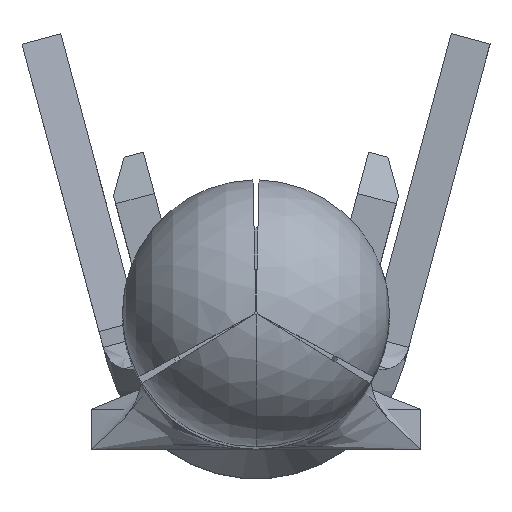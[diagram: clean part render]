
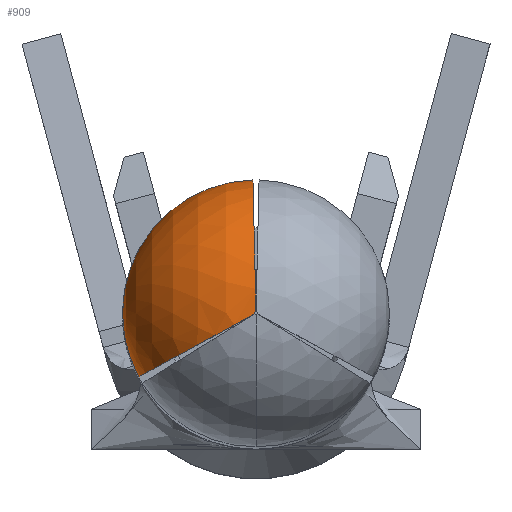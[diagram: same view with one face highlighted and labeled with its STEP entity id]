
A CAD part, top view. The second image highlights one B-rep face of the part: STEP entity #909.
In plain terms, the highlighted spherical face has radius 2.369 mm.
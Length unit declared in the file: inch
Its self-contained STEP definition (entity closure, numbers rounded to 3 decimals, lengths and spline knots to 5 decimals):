
#34 = VERTEX_POINT ( 'NONE', #3466 ) ;
#94 = CIRCLE ( 'NONE', #4684, 0.09325 ) ;
#221 = VERTEX_POINT ( 'NONE', #363 ) ;
#308 = CARTESIAN_POINT ( 'NONE',  ( -0.00088, -0.00048, 1.05499 ) ) ;
#320 = CARTESIAN_POINT ( 'NONE',  ( 0., 0., 0.96175 ) ) ;
#330 = DIRECTION ( 'NONE',  ( -1., 0., 0. ) ) ;
#363 = CARTESIAN_POINT ( 'NONE',  ( -0.00002, 0.001, 1.05499 ) ) ;
#426 = CARTESIAN_POINT ( 'NONE',  ( -0.09325, 0., 0.96175 ) ) ;
#614 = EDGE_CURVE ( 'NONE', #34, #5146, #3078, .T. ) ;
#679 = SPHERICAL_SURFACE ( 'NONE', #2175, 0.09325 ) ;
#685 = ORIENTED_EDGE ( 'NONE', *, *, #614, .T. ) ;
#731 = CIRCLE ( 'NONE', #3891, 0.001 ) ;
#831 = DIRECTION ( 'NONE',  ( -1., 0., 0. ) ) ;
#909 = ADVANCED_FACE ( 'NONE', ( #1850 ), #679, .T. ) ;
#1034 = CIRCLE ( 'NONE', #2731, 0.09325 ) ;
#1064 = EDGE_CURVE ( 'NONE', #4059, #34, #2373, .T. ) ;
#1323 = AXIS2_PLACEMENT_3D ( 'NONE', #5764, #2824, #6254 ) ;
#1850 = FACE_OUTER_BOUND ( 'NONE', #6315, .T. ) ;
#1964 = DIRECTION ( 'NONE',  ( 0., 0., -1. ) ) ;
#1983 = ORIENTED_EDGE ( 'NONE', *, *, #5163, .T. ) ;
#2175 = AXIS2_PLACEMENT_3D ( 'NONE', #4159, #3645, #4656 ) ;
#2367 = CARTESIAN_POINT ( 'NONE',  ( 0., 0., 0.96175 ) ) ;
#2373 = CIRCLE ( 'NONE', #5477, 0.09325 ) ;
#2731 = AXIS2_PLACEMENT_3D ( 'NONE', #2367, #5812, #2871 ) ;
#2753 = ORIENTED_EDGE ( 'NONE', *, *, #2828, .T. ) ;
#2824 = DIRECTION ( 'NONE',  ( -0.477, 0.879, 0. ) ) ;
#2828 = EDGE_CURVE ( 'NONE', #5146, #221, #731, .T. ) ;
#2871 = DIRECTION ( 'NONE',  ( -0.023, 1., 0. ) ) ;
#3078 = CIRCLE ( 'NONE', #1323, 0.09325 ) ;
#3297 = DIRECTION ( 'NONE',  ( 0., 0., 1. ) ) ;
#3466 = CARTESIAN_POINT ( 'NONE',  ( -0.08198, -0.04444, 0.96175 ) ) ;
#3645 = DIRECTION ( 'NONE',  ( -1., 0., 0. ) ) ;
#3785 = DIRECTION ( 'NONE',  ( 0., 0., 1. ) ) ;
#3891 = AXIS2_PLACEMENT_3D ( 'NONE', #4916, #1964, #5403 ) ;
#4024 = EDGE_CURVE ( 'NONE', #221, #5741, #1034, .T. ) ;
#4059 = VERTEX_POINT ( 'NONE', #426 ) ;
#4159 = CARTESIAN_POINT ( 'NONE',  ( 0., 0., 0.96175 ) ) ;
#4656 = DIRECTION ( 'NONE',  ( 0., 1., 0. ) ) ;
#4684 = AXIS2_PLACEMENT_3D ( 'NONE', #6238, #3297, #330 ) ;
#4916 = CARTESIAN_POINT ( 'NONE',  ( 0., 0., 1.05499 ) ) ;
#5104 = ORIENTED_EDGE ( 'NONE', *, *, #1064, .T. ) ;
#5146 = VERTEX_POINT ( 'NONE', #308 ) ;
#5157 = CARTESIAN_POINT ( 'NONE',  ( -0.00214, 0.09323, 0.96175 ) ) ;
#5163 = EDGE_CURVE ( 'NONE', #5741, #4059, #94, .T. ) ;
#5403 = DIRECTION ( 'NONE',  ( -1., 0., 0. ) ) ;
#5477 = AXIS2_PLACEMENT_3D ( 'NONE', #320, #3785, #831 ) ;
#5741 = VERTEX_POINT ( 'NONE', #5157 ) ;
#5764 = CARTESIAN_POINT ( 'NONE',  ( 0., 0., 0.96175 ) ) ;
#5812 = DIRECTION ( 'NONE',  ( -1., -0.023, 0. ) ) ;
#5878 = ORIENTED_EDGE ( 'NONE', *, *, #4024, .T. ) ;
#6238 = CARTESIAN_POINT ( 'NONE',  ( 0., 0., 0.96175 ) ) ;
#6254 = DIRECTION ( 'NONE',  ( 0.879, 0.477, 0. ) ) ;
#6315 = EDGE_LOOP ( 'NONE', ( #1983, #5104, #685, #2753, #5878 ) ) ;
